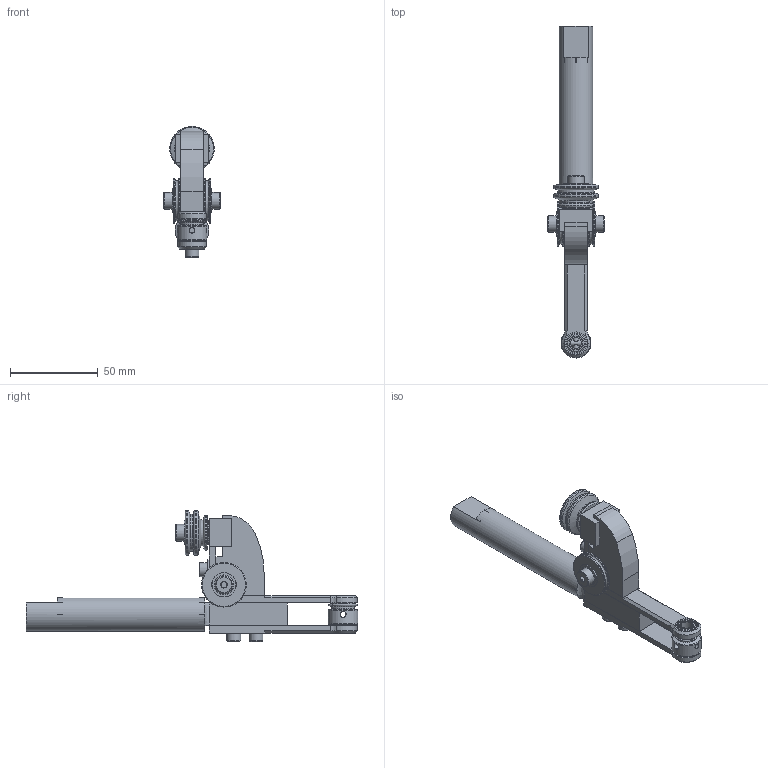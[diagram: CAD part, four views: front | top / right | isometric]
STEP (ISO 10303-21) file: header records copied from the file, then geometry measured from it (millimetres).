
FILE_DESCRIPTION(/* description */ (''),/* implementation_level */ '2;1');
FILE_NAME(/* name */ 'UCF_SlidingPulley.step',/* time_stamp */ '2020-09-18T14:06:20-07:00',/* author */ (''),/* organization */ (''),/* preprocessor_version */ 'ST-DEVELOPER v18.1',/* originating_system */ 'Autodesk Translation Framework v9.3.0.1241',/* authorisation */ '');
FILE_SCHEMA (('AUTOMOTIVE_DESIGN { 1 0 10303 214 3 1 1 }'));
Length unit declared in the file: inch
Products named in the file (34): UCF_SlidingPulley; MainArm; CutterHead_Assembly; FR188_ZZC; CutterHead_FR188ZZ; Head; CutterMounts; UCF_CutterMount; CutterMount; UCF Pulley Assembly; MountAssembly; Tower; Fasteners; UCF; 91251A248; 91864A091; 92141A011; LowerPulleyAssembly; LowerPulley; PulleyAssembly; LowerPulley_1; PulleyAssembly_1; FR188_ZZC v1 (1); 3088A319; Pulley; 94035A177; UpperPulleyAssembly; PulleyAssembly_Upper (1); Slider; DoublePulleyAssembly; DoublePulley; FR188_ZZC v1; 94035A182; 3088A379
Assembly tree (41 placements, depth 6):
  UCF_SlidingPulley
    MainArm
    CutterHead_Assembly
      FR188_ZZC  x2
      CutterHead_FR188ZZ
        Head
    CutterMounts
      UCF_CutterMount
        CutterMount  x2
    UCF Pulley Assembly
      MountAssembly
        Tower
        Fasteners
          UCF
            91251A248  x2
            91864A091
            92141A011
      LowerPulleyAssembly
        LowerPulley
          PulleyAssembly
            FR188_ZZC v1 (1)
            3088A319
            Pulley
          94035A177
        LowerPulley_1
          PulleyAssembly_1
            FR188_ZZC v1 (1)
            3088A319
            Pulley
          94035A177
      UpperPulleyAssembly
        PulleyAssembly_Upper (1)
        Slider
        DoublePulleyAssembly
          DoublePulley
          FR188_ZZC v1  x2
          94035A182
          3088A379
Bounding box: 32.14 x 188.83 x 74.6 mm (x, y, z)
Volume: 73385.1 mm3; surface area: 39578.4 mm2
Topology: 25 solids, 25 shells, 824 faces, 2072 edges, 1359 vertices
Faces by surface type: cylinder 297, plane 256, sphere 108, cone 103, torus 46, bspline 14
Full cylindrical faces by diameter (mm): 3.175 x2, 3.416 x1, 3.451 x50, 3.683 x3, 3.795 x18, 3.818 x3, 4.067 x2, 4.826 x66, 4.978 x2, 5.08 x4, 5.156 x1, 6.35 x14, 7.849 x6, 7.925 x3, 7.927 x12, 8.814 x6, 9.525 x6, 10.16 x2, 10.236 x6, 11.112 x1, 11.192 x18, 12.7 x11, 12.703 x1, 13.891 x6, 14.986 x1, 16.988 x1, 19.05 x1, 19.643 x1, 20.828 x1, 25.4 x6
Entity records: 30555 total; most frequent: CARTESIAN_POINT 17070, ORIENTED_EDGE 2666, DIRECTION 2526, EDGE_CURVE 1333, AXIS2_PLACEMENT_3D 1029, VERTEX_POINT 871, EDGE_LOOP 714, FACE_OUTER_BOUND 532
